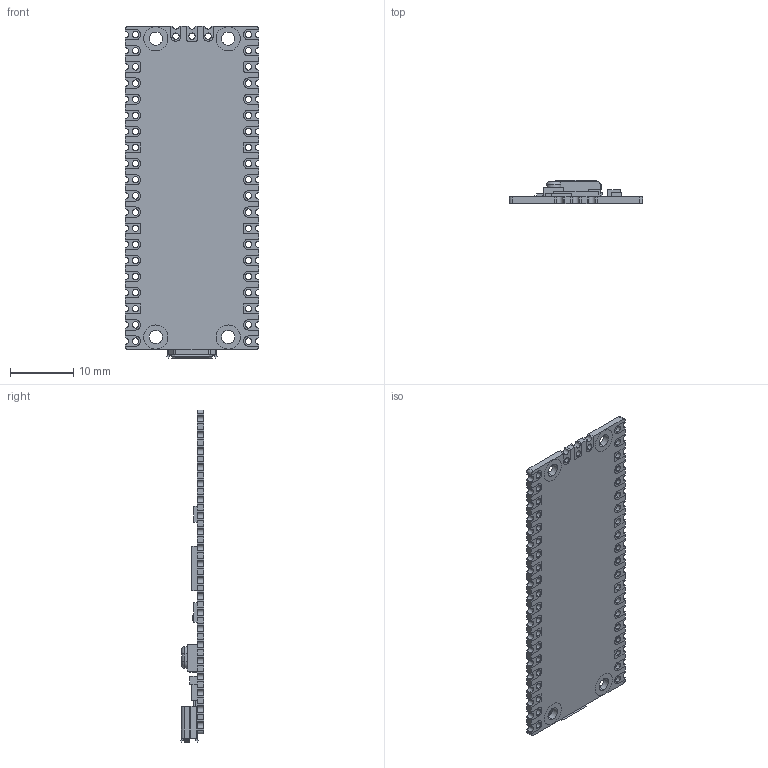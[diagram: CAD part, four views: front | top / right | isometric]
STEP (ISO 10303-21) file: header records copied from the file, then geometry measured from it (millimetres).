
FILE_DESCRIPTION(('FreeCAD Model'),'2;1');
FILE_NAME('RPi_pico.step', '2021-03-13T16:50:12',('Author'),(''), 'Open CASCADE STEP processor 7.3','FreeCAD','Unknown');
FILE_SCHEMA(('AUTOMOTIVE_DESIGN { 1 0 10303 214 1 1 1 1 }'));
Length unit declared in the file: millimetre
Products named in the file (28): PICO_REF_ONSEMI.STEP; PICO_REF_USB.STEP; PICO_REF_BOARD.STEP; PICO_MURATA.STEP001; PICO_RICHTEK.STEP; PICO_BOURNS.STEP; PICO; PICO_assm_140121.STEP; PICO_REF_SWITCH.STEP; PICO_REF_MICROCONTROLLER.STEP; PICO_REF_LED.STEP; PICO_DIODES.STEP; PICO_AEL.STEP; PICO_WINBOND.STEP; PICO_MURATA.STEP
Assembly tree (27 placements, depth 3):
  PICO_REF_ONSEMI.STEP
  PICO_REF_USB.STEP
  PICO_REF_BOARD.STEP
  PICO_MURATA.STEP001
  PICO_RICHTEK.STEP
Bounding box: 21 x 3.73 x 52.3 mm (x, y, z)
Volume: 3434.6 mm3; surface area: 8674.5 mm2
Topology: 51 solids, 51 shells, 1812 faces, 6672 edges, 8016 vertices
Faces by surface type: plane 1071, cylinder 735, torus 6
Entity records: 52949 total; most frequent: CARTESIAN_POINT 11002, DIRECTION 8536, ORIENTED_EDGE 7528, EDGE_CURVE 3764, AXIS2_PLACEMENT_3D 2870, LINE 2796, VECTOR 2796, VERTEX_POINT 2648
